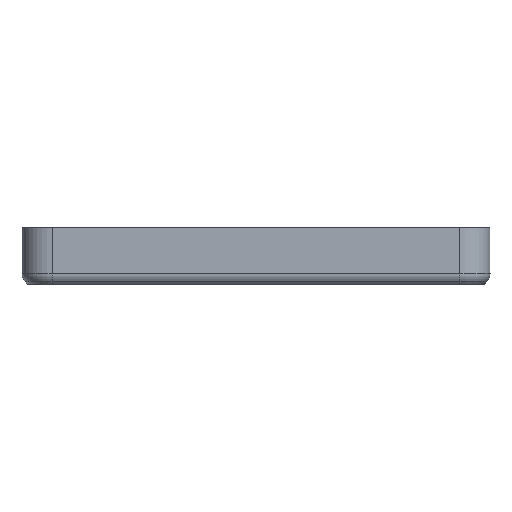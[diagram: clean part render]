
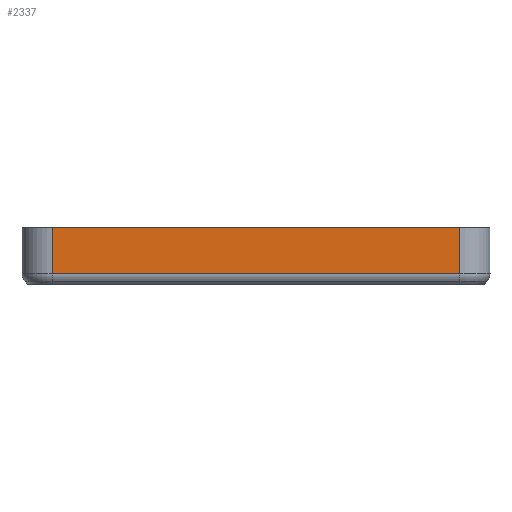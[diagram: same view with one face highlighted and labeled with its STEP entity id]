
A CAD part, front view. The second image highlights one B-rep face of the part: STEP entity #2337.
In plain terms, the highlighted planar face has unit normal (0, -1, 0).
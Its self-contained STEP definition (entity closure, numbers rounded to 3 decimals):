
#137=FACE_OUTER_BOUND('',#278,.T.);
#278=EDGE_LOOP('',(#1747,#1748,#1749,#1750));
#431=LINE('',#3631,#663);
#472=LINE('',#3744,#704);
#473=LINE('',#3748,#705);
#474=LINE('',#3749,#706);
#663=VECTOR('',#2872,10.);
#704=VECTOR('',#2997,10.);
#705=VECTOR('',#3002,10.);
#706=VECTOR('',#3003,1.);
#1039=VERTEX_POINT('',#3624);
#1041=VERTEX_POINT('',#3630);
#1071=VERTEX_POINT('',#3743);
#1072=VERTEX_POINT('',#3747);
#1275=EDGE_CURVE('',#1039,#1041,#431,.T.);
#1332=EDGE_CURVE('',#1041,#1071,#472,.T.);
#1334=EDGE_CURVE('',#1039,#1072,#473,.T.);
#1335=EDGE_CURVE('',#1071,#1072,#474,.T.);
#1747=ORIENTED_EDGE('',*,*,#1275,.F.);
#1748=ORIENTED_EDGE('',*,*,#1334,.T.);
#1749=ORIENTED_EDGE('',*,*,#1335,.F.);
#1750=ORIENTED_EDGE('',*,*,#1332,.F.);
#2241=PLANE('',#2551);
#2337=ADVANCED_FACE('',(#137),#2241,.T.);
#2551=AXIS2_PLACEMENT_3D('',#3746,#3000,#3001);
#2872=DIRECTION('',(-1.,0.,0.));
#2997=DIRECTION('',(0.,0.,1.));
#3000=DIRECTION('center_axis',(0.,-1.,0.));
#3001=DIRECTION('ref_axis',(-1.,0.,0.));
#3002=DIRECTION('',(0.,0.,1.));
#3003=DIRECTION('',(1.,0.,0.));
#3624=CARTESIAN_POINT('',(176.09,-202.5,1.828));
#3630=CARTESIAN_POINT('',(103.09,-202.5,1.828));
#3631=CARTESIAN_POINT('',(167.442,-202.5,1.828));
#3743=CARTESIAN_POINT('',(103.09,-202.5,10.1));
#3744=CARTESIAN_POINT('',(103.09,-202.5,10.));
#3746=CARTESIAN_POINT('Origin',(176.09,-202.5,0.));
#3747=CARTESIAN_POINT('',(176.09,-202.5,10.1));
#3748=CARTESIAN_POINT('',(176.09,-202.5,10.));
#3749=CARTESIAN_POINT('',(176.09,-202.5,10.1));
